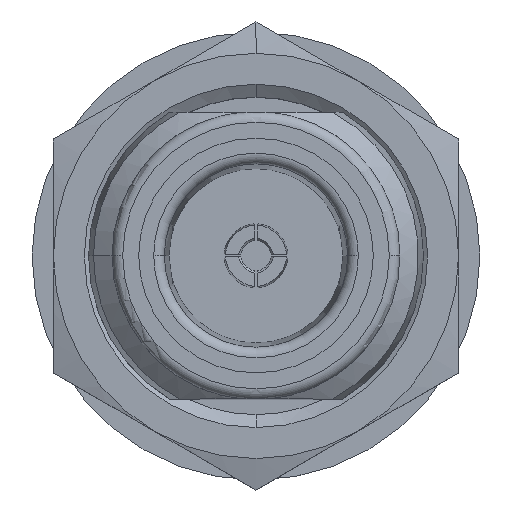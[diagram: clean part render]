
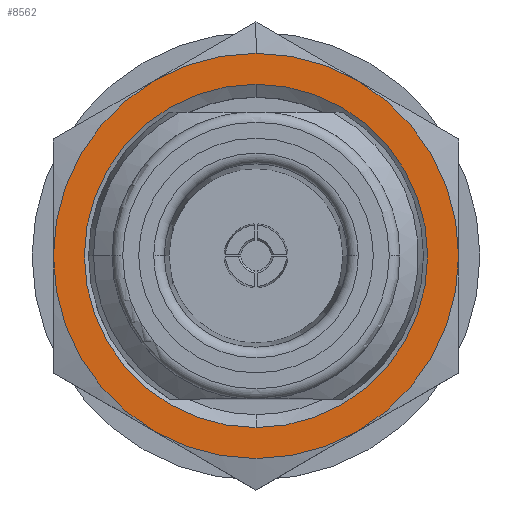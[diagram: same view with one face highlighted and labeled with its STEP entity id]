
A CAD part, top view. The second image highlights one B-rep face of the part: STEP entity #8562.
In plain terms, the highlighted planar face has unit normal (0, 0, 1).
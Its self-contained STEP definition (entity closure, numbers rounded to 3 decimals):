
#34 = CIRCLE ( 'NONE', #264, 9.5 ) ;
#264 = AXIS2_PLACEMENT_3D ( 'NONE', #1253, #6102, #1954 ) ;
#284 = CARTESIAN_POINT ( 'NONE',  ( 0., 0., -11.5 ) ) ;
#326 = FACE_BOUND ( 'NONE', #9054, .T. ) ;
#378 = AXIS2_PLACEMENT_3D ( 'NONE', #284, #5169, #1004 ) ;
#551 = ORIENTED_EDGE ( 'NONE', *, *, #1005, .T. ) ;
#655 = CIRCLE ( 'NONE', #3094, 8.05 ) ;
#750 = ORIENTED_EDGE ( 'NONE', *, *, #1345, .T. ) ;
#1004 = DIRECTION ( 'NONE',  ( 0., 1., 0. ) ) ;
#1005 = EDGE_CURVE ( 'NONE', #7951, #6492, #34, .T. ) ;
#1253 = CARTESIAN_POINT ( 'NONE',  ( 0., 0., -11.5 ) ) ;
#1287 = CARTESIAN_POINT ( 'NONE',  ( 0., 0., -11.5 ) ) ;
#1345 = EDGE_CURVE ( 'NONE', #8039, #4330, #5042, .T. ) ;
#1371 = CIRCLE ( 'NONE', #2116, 9.5 ) ;
#1376 = CARTESIAN_POINT ( 'NONE',  ( 9.5, -16.454, -11.5 ) ) ;
#1747 = CARTESIAN_POINT ( 'NONE',  ( -9.5, 0., -11.5 ) ) ;
#1767 = EDGE_CURVE ( 'NONE', #6492, #8943, #3936, .T. ) ;
#1824 = AXIS2_PLACEMENT_3D ( 'NONE', #1376, #6226, #2084 ) ;
#1954 = DIRECTION ( 'NONE',  ( -1., 0., 0. ) ) ;
#1993 = DIRECTION ( 'NONE',  ( -1., 0., 0. ) ) ;
#2059 = CARTESIAN_POINT ( 'NONE',  ( -4.75, 8.227, -11.5 ) ) ;
#2084 = DIRECTION ( 'NONE',  ( -1., 0., 0. ) ) ;
#2105 = CARTESIAN_POINT ( 'NONE',  ( 0., 0., -11.5 ) ) ;
#2116 = AXIS2_PLACEMENT_3D ( 'NONE', #2105, #6958, #2826 ) ;
#2198 = EDGE_LOOP ( 'NONE', ( #551, #4470, #6947, #7209, #5316, #8940, #6027 ) ) ;
#2758 = ORIENTED_EDGE ( 'NONE', *, *, #3377, .T. ) ;
#2826 = DIRECTION ( 'NONE',  ( -1., 0., 0. ) ) ;
#2828 = DIRECTION ( 'NONE',  ( 0., 0., -1. ) ) ;
#2950 = VERTEX_POINT ( 'NONE', #7401 ) ;
#3070 = CARTESIAN_POINT ( 'NONE',  ( 0., 0., -11.5 ) ) ;
#3094 = AXIS2_PLACEMENT_3D ( 'NONE', #5212, #4168, #5506 ) ;
#3129 = DIRECTION ( 'NONE',  ( 0., 0., 1. ) ) ;
#3177 = CARTESIAN_POINT ( 'NONE',  ( 0., 0., -11.5 ) ) ;
#3319 = CARTESIAN_POINT ( 'NONE',  ( 0., 9.5, -11.5 ) ) ;
#3377 = EDGE_CURVE ( 'NONE', #4330, #8039, #655, .T. ) ;
#3731 = AXIS2_PLACEMENT_3D ( 'NONE', #7245, #3129, #7965 ) ;
#3757 = DIRECTION ( 'NONE',  ( -1., 0., 0. ) ) ;
#3851 = FACE_OUTER_BOUND ( 'NONE', #2198, .T. ) ;
#3854 = DIRECTION ( 'NONE',  ( -1., 0., 0. ) ) ;
#3936 = CIRCLE ( 'NONE', #6073, 9.5 ) ;
#4022 = VERTEX_POINT ( 'NONE', #7306 ) ;
#4165 = CIRCLE ( 'NONE', #6864, 9.5 ) ;
#4168 = DIRECTION ( 'NONE',  ( 0., 0., -1. ) ) ;
#4330 = VERTEX_POINT ( 'NONE', #6390 ) ;
#4395 = EDGE_CURVE ( 'NONE', #8943, #2950, #5035, .T. ) ;
#4470 = ORIENTED_EDGE ( 'NONE', *, *, #1767, .T. ) ;
#4788 = EDGE_CURVE ( 'NONE', #4022, #7878, #4165, .T. ) ;
#5035 = CIRCLE ( 'NONE', #3731, 9.5 ) ;
#5042 = CIRCLE ( 'NONE', #6147, 8.05 ) ;
#5169 = DIRECTION ( 'NONE',  ( 0., 0., -1. ) ) ;
#5212 = CARTESIAN_POINT ( 'NONE',  ( 0., 0., -11.5 ) ) ;
#5316 = ORIENTED_EDGE ( 'NONE', *, *, #8748, .F. ) ;
#5506 = DIRECTION ( 'NONE',  ( 0., 1., 0. ) ) ;
#5770 = AXIS2_PLACEMENT_3D ( 'NONE', #3177, #8009, #3854 ) ;
#6027 = ORIENTED_EDGE ( 'NONE', *, *, #6838, .T. ) ;
#6073 = AXIS2_PLACEMENT_3D ( 'NONE', #3070, #7906, #3757 ) ;
#6102 = DIRECTION ( 'NONE',  ( 0., 0., 1. ) ) ;
#6135 = DIRECTION ( 'NONE',  ( 0., 0., 1. ) ) ;
#6147 = AXIS2_PLACEMENT_3D ( 'NONE', #6960, #2828, #7660 ) ;
#6226 = DIRECTION ( 'NONE',  ( 0., 0., -1. ) ) ;
#6330 = CARTESIAN_POINT ( 'NONE',  ( 0., -8.05, -11.5 ) ) ;
#6390 = CARTESIAN_POINT ( 'NONE',  ( 0., 8.05, -11.5 ) ) ;
#6492 = VERTEX_POINT ( 'NONE', #1747 ) ;
#6705 = CARTESIAN_POINT ( 'NONE',  ( -4.75, -8.227, -11.5 ) ) ;
#6838 = EDGE_CURVE ( 'NONE', #7878, #7951, #7128, .T. ) ;
#6864 = AXIS2_PLACEMENT_3D ( 'NONE', #1287, #6135, #1993 ) ;
#6947 = ORIENTED_EDGE ( 'NONE', *, *, #4395, .T. ) ;
#6958 = DIRECTION ( 'NONE',  ( 0., 0., 1. ) ) ;
#6960 = CARTESIAN_POINT ( 'NONE',  ( 0., 0., -11.5 ) ) ;
#7128 = CIRCLE ( 'NONE', #5770, 9.5 ) ;
#7209 = ORIENTED_EDGE ( 'NONE', *, *, #7469, .T. ) ;
#7245 = CARTESIAN_POINT ( 'NONE',  ( 0., 0., -11.5 ) ) ;
#7306 = CARTESIAN_POINT ( 'NONE',  ( 4.75, 8.227, -11.5 ) ) ;
#7401 = CARTESIAN_POINT ( 'NONE',  ( 4.75, -8.227, -11.5 ) ) ;
#7469 = EDGE_CURVE ( 'NONE', #2950, #8276, #1371, .T. ) ;
#7601 = PLANE ( 'NONE',  #1824 ) ;
#7660 = DIRECTION ( 'NONE',  ( 0., 1., 0. ) ) ;
#7878 = VERTEX_POINT ( 'NONE', #3319 ) ;
#7906 = DIRECTION ( 'NONE',  ( 0., 0., 1. ) ) ;
#7951 = VERTEX_POINT ( 'NONE', #2059 ) ;
#7963 = CARTESIAN_POINT ( 'NONE',  ( 9.5, 0., -11.5 ) ) ;
#7965 = DIRECTION ( 'NONE',  ( -1., 0., 0. ) ) ;
#8009 = DIRECTION ( 'NONE',  ( 0., 0., 1. ) ) ;
#8039 = VERTEX_POINT ( 'NONE', #6330 ) ;
#8276 = VERTEX_POINT ( 'NONE', #7963 ) ;
#8380 = CIRCLE ( 'NONE', #378, 9.5 ) ;
#8562 = ADVANCED_FACE ( 'NONE', ( #326, #3851 ), #7601, .F. ) ;
#8748 = EDGE_CURVE ( 'NONE', #4022, #8276, #8380, .T. ) ;
#8940 = ORIENTED_EDGE ( 'NONE', *, *, #4788, .T. ) ;
#8943 = VERTEX_POINT ( 'NONE', #6705 ) ;
#9054 = EDGE_LOOP ( 'NONE', ( #750, #2758 ) ) ;
